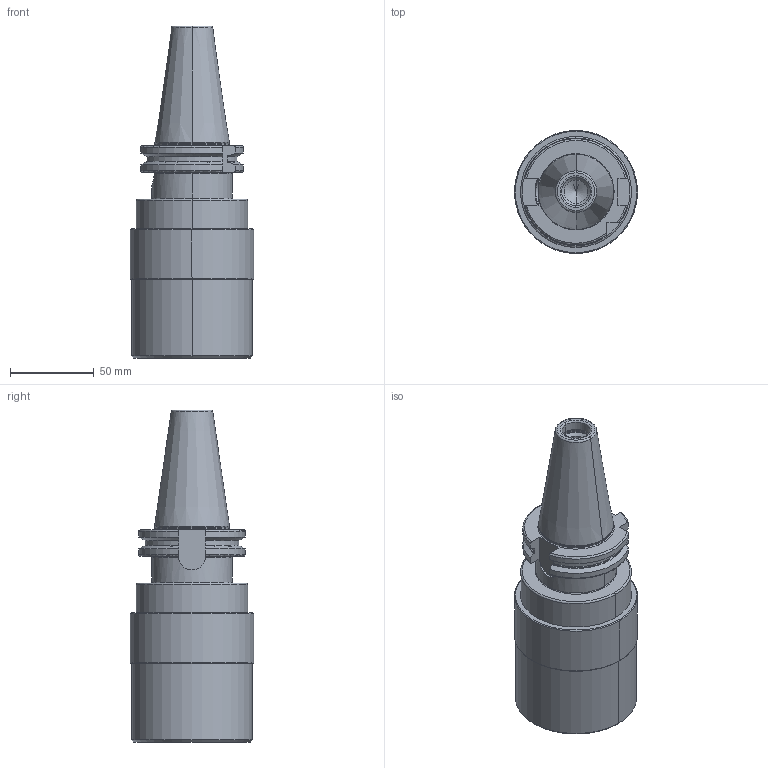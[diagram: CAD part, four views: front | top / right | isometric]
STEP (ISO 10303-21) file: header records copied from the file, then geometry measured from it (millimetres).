
FILE_DESCRIPTION((''),'2;1');
FILE_NAME('402_16_36_1','2020-10-07T',('104091'),(''),'CREO PARAMETRIC BY PTC INC, 2016260','CREO PARAMETRIC BY PTC INC, 2016260','');
FILE_SCHEMA(('CONFIG_CONTROL_DESIGN'));
Length unit declared in the file: millimetre
Products named in the file (1): 402_16_36_1
Bounding box: 73.6 x 73.6 x 198.4 mm (x, y, z)
Volume: 401655.3 mm3; surface area: 62340.5 mm2
Topology: 1 solids, 2 shells, 151 faces, 371 edges, 223 vertices
Faces by surface type: torus 45, cylinder 40, plane 32, cone 28, sphere 6
Entity records: 4837 total; most frequent: CARTESIAN_POINT 1238, DIRECTION 799, ORIENTED_EDGE 722, EDGE_CURVE 361, AXIS2_PLACEMENT_3D 340, VERTEX_POINT 223, CIRCLE 186, EDGE_LOOP 162
